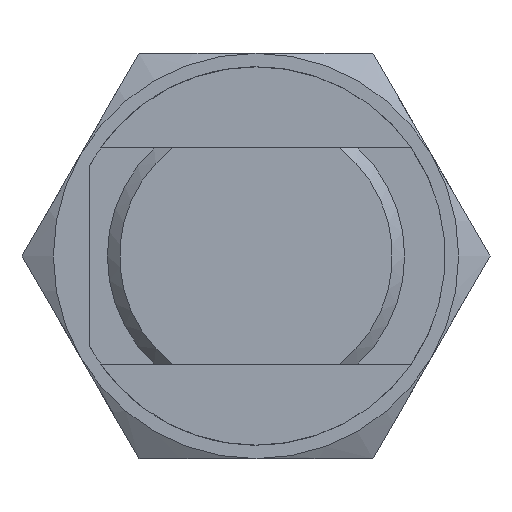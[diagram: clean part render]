
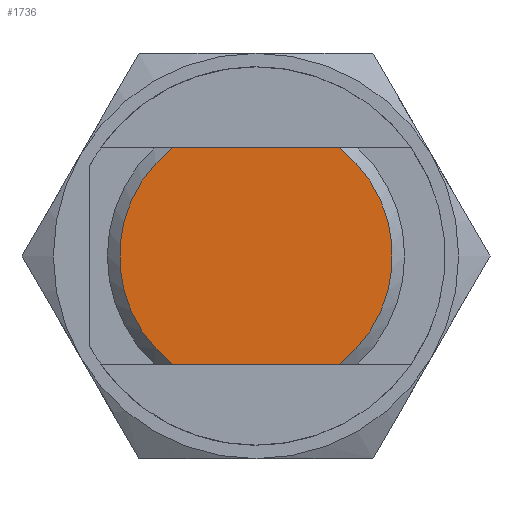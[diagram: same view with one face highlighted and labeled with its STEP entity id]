
A CAD part, front view. The second image highlights one B-rep face of the part: STEP entity #1736.
In plain terms, the highlighted planar face has unit normal (0, -1, 0).
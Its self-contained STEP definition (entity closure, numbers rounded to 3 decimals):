
#162=PLANE('',#1913);
#209=LINE('',#2710,#259);
#216=LINE('',#2718,#266);
#259=VECTOR('',#2230,1000.);
#266=VECTOR('',#2239,1000.);
#534=ORIENTED_EDGE('',*,*,#761,.F.);
#535=ORIENTED_EDGE('',*,*,#770,.T.);
#536=ORIENTED_EDGE('',*,*,#755,.F.);
#537=ORIENTED_EDGE('',*,*,#763,.T.);
#755=EDGE_CURVE('',#908,#907,#999,.T.);
#761=EDGE_CURVE('',#913,#914,#1002,.T.);
#763=EDGE_CURVE('',#908,#914,#209,.T.);
#770=EDGE_CURVE('',#913,#907,#216,.T.);
#907=VERTEX_POINT('',#2684);
#908=VERTEX_POINT('',#2688);
#913=VERTEX_POINT('',#2703);
#914=VERTEX_POINT('',#2705);
#999=CIRCLE('',#1894,10.1);
#1002=CIRCLE('',#1899,10.1);
#1115=EDGE_LOOP('',(#534,#535,#536,#537));
#1247=FACE_BOUND('',#1115,.T.);
#1736=ADVANCED_FACE('',(#1247),#162,.T.);
#1894=AXIS2_PLACEMENT_3D('',#2689,#2214,#2215);
#1899=AXIS2_PLACEMENT_3D('',#2704,#2226,#2227);
#1913=AXIS2_PLACEMENT_3D('',#2734,#2266,#2267);
#2214=DIRECTION('',(0.,1.,0.));
#2215=DIRECTION('',(1.,0.,0.));
#2226=DIRECTION('',(0.,1.,0.));
#2227=DIRECTION('',(-1.,0.,0.));
#2230=DIRECTION('',(-1.,0.,0.));
#2239=DIRECTION('',(1.,0.,0.));
#2266=DIRECTION('',(0.,-1.,0.));
#2267=DIRECTION('',(0.,0.,-1.));
#2684=CARTESIAN_POINT('',(6.165,0.,-8.));
#2688=CARTESIAN_POINT('',(6.165,0.,8.));
#2689=CARTESIAN_POINT('',(0.,0.,0.));
#2703=CARTESIAN_POINT('',(-6.165,0.,-8.));
#2704=CARTESIAN_POINT('',(0.,0.,0.));
#2705=CARTESIAN_POINT('',(-6.165,0.,8.));
#2710=CARTESIAN_POINT('',(6.165,0.,8.));
#2718=CARTESIAN_POINT('',(-6.165,0.,-8.));
#2734=CARTESIAN_POINT('',(-5.5,0.,0.));
